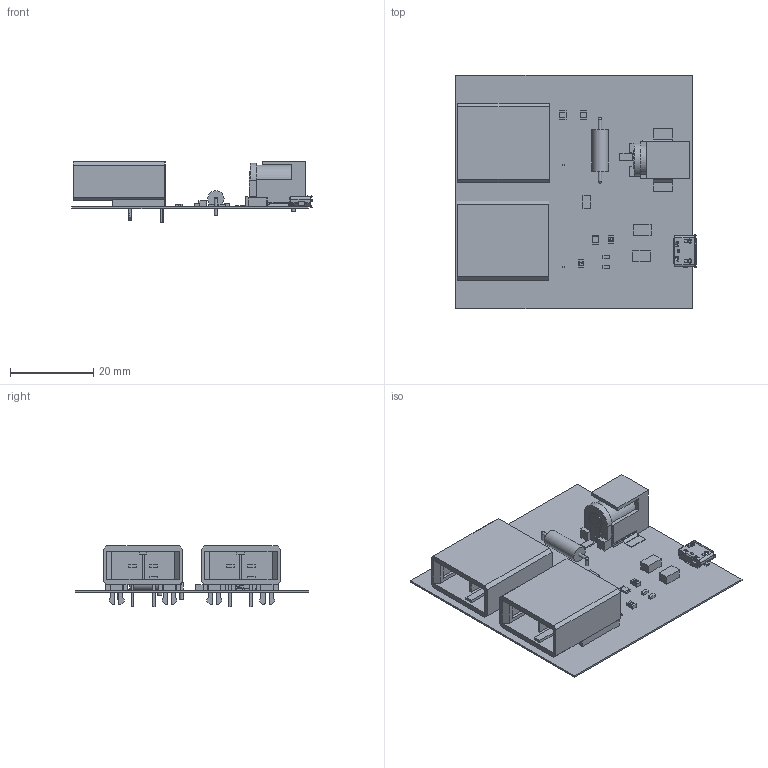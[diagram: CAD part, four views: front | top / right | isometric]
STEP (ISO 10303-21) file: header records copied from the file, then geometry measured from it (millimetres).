
FILE_DESCRIPTION(('Open CASCADE Model'),'2;1');
FILE_NAME('Open CASCADE Shape Model','2025-06-15T09:14:22',('Author'),( 'Open CASCADE'),'Open CASCADE STEP processor 7.5','Open CASCADE 7.5' ,'Unknown');
FILE_SCHEMA(('AUTOMOTIVE_DESIGN { 1 0 10303 214 1 1 1 1 }'));
Length unit declared in the file: millimetre
Products named in the file (55): PCB; Board; Open CASCADE STEP translator 7.5 1.1.1; U1; 6614105344; Extruded; R4; 6442747696; 6442745216; R3; R2; 7281673152; Cylinder; 6182898832; 7290083120; Sphere; 7290093600; R1; 6442744656; 6442750336; LED2; 6442749456; LED1; J6; Conn_Switchcraft_RASM722PTR13X_eec; J5; 6442743776; J4; J3; c-0179276-12-b-3d; J2; 473460001; J1; D2; 6442747376; D1; C2; Cap_Yageo_CC0805KKX7R7BB105_eec; Assem1; body ...
Assembly tree (66 placements, depth 5):
  PCB
    Board
      Open CASCADE STEP translator 7.5 1.1.1
    U1
      6614105344
        Extruded
    R4
      6442747696
        Extruded
      6442745216  x2
        Extruded
    R3
      6442747696
        Extruded
      6442745216  x2
        Extruded
    R2
      7281673152
        Cylinder
      6182898832  x2
        Cylinder
      7290083120  x2
        Sphere
      7290093600
        Cylinder
    R1
      6442744656
        Extruded
      6442750336  x2
        Extruded
    LED2
      6442749456
        Extruded
    LED1
      6442749456
        Extruded
    J6
      Conn_Switchcraft_RASM722PTR13X_eec
      Conn_Switchcraft_RASM722PTR13X_eec
      Conn_Switchcraft_RASM722PTR13X_eec
      Conn_Switchcraft_RASM722PTR13X_eec
    J5
      6442743776
        Extruded
    J4
      6442743776
        Extruded
    J3
      c-0179276-12-b-3d
    J2
      473460001
    J1
      c-0179276-12-b-3d
    D2
      6442747376
        Extruded
    D1
      6442747376
        Extruded
    C2
Bounding box: 57.82 x 56.13 x 14.79 mm (x, y, z)
Volume: 7282 mm3; surface area: 14269.7 mm2
Topology: 66 solids, 66 shells, 1281 faces, 3329 edges, 2162 vertices
Faces by surface type: plane 958, cylinder 214, bspline 74, sphere 22, torus 12, cone 1
Full cylindrical faces by diameter (mm): 0.83 x3, 1 x1, 1.93 x1, 3.842 x1, 3.9 x1, 6.3 x1
Entity records: 32287 total; most frequent: CARTESIAN_POINT 7449, ORIENTED_EDGE 4716, DIRECTION 4433, EDGE_CURVE 2358, LINE 1893, VECTOR 1893, VERTEX_POINT 1541, AXIS2_PLACEMENT_3D 1270
